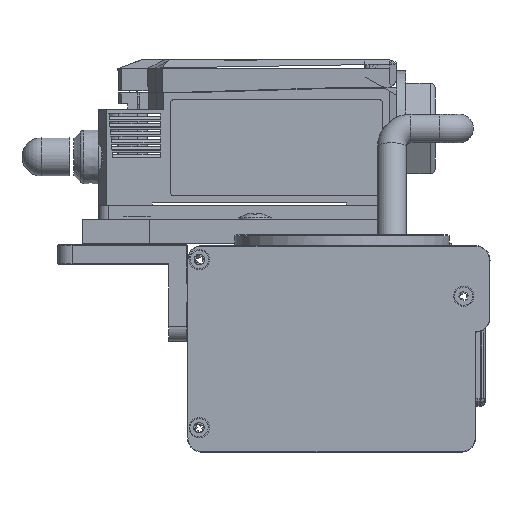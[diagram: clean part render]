
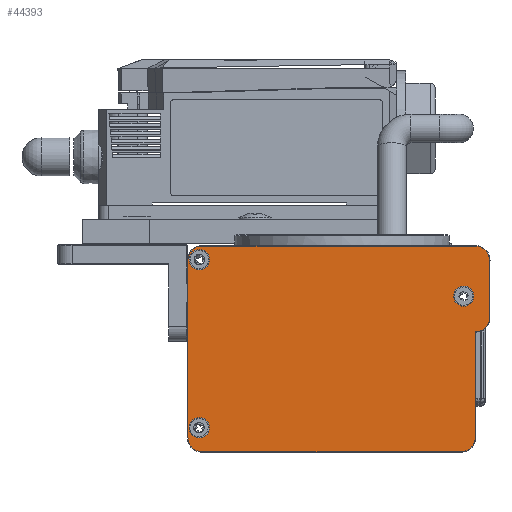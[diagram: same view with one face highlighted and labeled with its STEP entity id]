
A CAD part, front view. The second image highlights one B-rep face of the part: STEP entity #44393.
In plain terms, the highlighted planar face has unit normal (0, -1, 0).
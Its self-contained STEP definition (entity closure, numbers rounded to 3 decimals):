
#1384=FACE_BOUND('',#6023,.T.);
#1385=FACE_BOUND('',#6024,.T.);
#1386=FACE_BOUND('',#6025,.T.);
#2524=PLANE('',#46837);
#4099=FACE_OUTER_BOUND('',#6022,.T.);
#6022=EDGE_LOOP('',(#40000,#40001,#40002,#40003,#40004,#40005,#40006,#40007,
#40008,#40009));
#6023=EDGE_LOOP('',(#40010));
#6024=EDGE_LOOP('',(#40011));
#6025=EDGE_LOOP('',(#40012));
#7142=CIRCLE('',#46838,2.9);
#7143=CIRCLE('',#46839,2.9);
#7144=CIRCLE('',#46840,2.9);
#7145=CIRCLE('',#46841,2.9);
#7146=CIRCLE('',#46842,2.9);
#7147=CIRCLE('',#46843,2.1);
#7148=CIRCLE('',#46844,2.1);
#7149=CIRCLE('',#46845,2.1);
#11712=LINE('',#71859,#17398);
#11713=LINE('',#71863,#17399);
#11714=LINE('',#71867,#17400);
#11715=LINE('',#71871,#17401);
#11716=LINE('',#71874,#17402);
#17398=VECTOR('',#55549,12.);
#17399=VECTOR('',#55552,57.);
#17400=VECTOR('',#55555,37.);
#17401=VECTOR('',#55558,54.);
#17402=VECTOR('',#55561,22.102);
#22769=VERTEX_POINT('',#71855);
#22770=VERTEX_POINT('',#71856);
#22771=VERTEX_POINT('',#71858);
#22772=VERTEX_POINT('',#71860);
#22773=VERTEX_POINT('',#71862);
#22774=VERTEX_POINT('',#71864);
#22775=VERTEX_POINT('',#71866);
#22776=VERTEX_POINT('',#71868);
#22777=VERTEX_POINT('',#71870);
#22778=VERTEX_POINT('',#71872);
#22779=VERTEX_POINT('',#71875);
#22780=VERTEX_POINT('',#71877);
#22781=VERTEX_POINT('',#71879);
#29602=EDGE_CURVE('',#22769,#22770,#7142,.T.);
#29603=EDGE_CURVE('',#22770,#22771,#11712,.T.);
#29604=EDGE_CURVE('',#22771,#22772,#7143,.T.);
#29605=EDGE_CURVE('',#22772,#22773,#11713,.T.);
#29606=EDGE_CURVE('',#22773,#22774,#7144,.T.);
#29607=EDGE_CURVE('',#22774,#22775,#11714,.T.);
#29608=EDGE_CURVE('',#22775,#22776,#7145,.T.);
#29609=EDGE_CURVE('',#22776,#22777,#11715,.T.);
#29610=EDGE_CURVE('',#22777,#22778,#7146,.T.);
#29611=EDGE_CURVE('',#22778,#22769,#11716,.T.);
#29612=EDGE_CURVE('',#22779,#22779,#7147,.T.);
#29613=EDGE_CURVE('',#22780,#22780,#7148,.T.);
#29614=EDGE_CURVE('',#22781,#22781,#7149,.T.);
#40000=ORIENTED_EDGE('',*,*,#29602,.T.);
#40001=ORIENTED_EDGE('',*,*,#29603,.T.);
#40002=ORIENTED_EDGE('',*,*,#29604,.T.);
#40003=ORIENTED_EDGE('',*,*,#29605,.T.);
#40004=ORIENTED_EDGE('',*,*,#29606,.T.);
#40005=ORIENTED_EDGE('',*,*,#29607,.T.);
#40006=ORIENTED_EDGE('',*,*,#29608,.T.);
#40007=ORIENTED_EDGE('',*,*,#29609,.T.);
#40008=ORIENTED_EDGE('',*,*,#29610,.T.);
#40009=ORIENTED_EDGE('',*,*,#29611,.T.);
#40010=ORIENTED_EDGE('',*,*,#29612,.F.);
#40011=ORIENTED_EDGE('',*,*,#29613,.F.);
#40012=ORIENTED_EDGE('',*,*,#29614,.F.);
#44393=ADVANCED_FACE('',(#4099,#1384,#1385,#1386),#2524,.F.);
#46837=AXIS2_PLACEMENT_3D('',#71854,#55545,#55546);
#46838=AXIS2_PLACEMENT_3D('',#71857,#55547,#55548);
#46839=AXIS2_PLACEMENT_3D('',#71861,#55550,#55551);
#46840=AXIS2_PLACEMENT_3D('',#71865,#55553,#55554);
#46841=AXIS2_PLACEMENT_3D('',#71869,#55556,#55557);
#46842=AXIS2_PLACEMENT_3D('',#71873,#55559,#55560);
#46843=AXIS2_PLACEMENT_3D('',#71876,#55562,#55563);
#46844=AXIS2_PLACEMENT_3D('',#71878,#55564,#55565);
#46845=AXIS2_PLACEMENT_3D('',#71880,#55566,#55567);
#55545=DIRECTION('center_axis',(0.,1.,0.));
#55546=DIRECTION('ref_axis',(-1.,0.,0.));
#55547=DIRECTION('center_axis',(0.,-1.,0.));
#55548=DIRECTION('ref_axis',(0.707,0.,-0.707));
#55549=DIRECTION('',(0.,0.,1.));
#55550=DIRECTION('center_axis',(0.,-1.,0.));
#55551=DIRECTION('ref_axis',(0.707,0.,0.707));
#55552=DIRECTION('',(-1.,0.,0.));
#55553=DIRECTION('center_axis',(0.,-1.,0.));
#55554=DIRECTION('ref_axis',(-0.707,0.,0.707));
#55555=DIRECTION('',(0.,0.,-1.));
#55556=DIRECTION('center_axis',(0.,-1.,0.));
#55557=DIRECTION('ref_axis',(-0.707,0.,-0.707));
#55558=DIRECTION('',(1.,0.,0.));
#55559=DIRECTION('center_axis',(0.,-1.,0.));
#55560=DIRECTION('ref_axis',(0.707,0.,-0.707));
#55561=DIRECTION('',(0.,0.,1.));
#55562=DIRECTION('center_axis',(0.,-1.,0.));
#55563=DIRECTION('ref_axis',(-1.,0.,0.));
#55564=DIRECTION('center_axis',(0.,-1.,0.));
#55565=DIRECTION('ref_axis',(-1.,0.,0.));
#55566=DIRECTION('center_axis',(0.,-1.,0.));
#55567=DIRECTION('ref_axis',(-1.,0.,0.));
#71854=CARTESIAN_POINT('Origin',(-0.1,-52.,20.4));
#71855=CARTESIAN_POINT('',(29.8,-52.,24.002));
#71856=CARTESIAN_POINT('',(32.8,-52.,26.9));
#71857=CARTESIAN_POINT('Origin',(29.9,-52.,26.9));
#71858=CARTESIAN_POINT('',(32.8,-52.,38.9));
#71859=CARTESIAN_POINT('',(32.8,-52.,22.15));
#71860=CARTESIAN_POINT('',(29.9,-52.,41.8));
#71861=CARTESIAN_POINT('Origin',(29.9,-52.,38.9));
#71862=CARTESIAN_POINT('',(-27.1,-52.,41.8));
#71863=CARTESIAN_POINT('',(-15.1,-52.,41.8));
#71864=CARTESIAN_POINT('',(-30.,-52.,38.9));
#71865=CARTESIAN_POINT('Origin',(-27.1,-52.,38.9));
#71866=CARTESIAN_POINT('',(-30.,-52.,1.9));
#71867=CARTESIAN_POINT('',(-30.,-52.,9.65));
#71868=CARTESIAN_POINT('',(-27.1,-52.,-1.));
#71869=CARTESIAN_POINT('Origin',(-27.1,-52.,1.9));
#71870=CARTESIAN_POINT('',(26.9,-52.,-1.));
#71871=CARTESIAN_POINT('',(14.9,-52.,-1.));
#71872=CARTESIAN_POINT('',(29.8,-52.,1.9));
#71873=CARTESIAN_POINT('Origin',(26.9,-52.,1.9));
#71874=CARTESIAN_POINT('',(29.8,-52.,31.15));
#71875=CARTESIAN_POINT('',(-29.7,-52.,4.));
#71876=CARTESIAN_POINT('Origin',(-27.6,-52.,4.));
#71877=CARTESIAN_POINT('',(25.3,-52.,31.4));
#71878=CARTESIAN_POINT('Origin',(27.4,-52.,31.4));
#71879=CARTESIAN_POINT('',(-29.7,-52.,39.));
#71880=CARTESIAN_POINT('Origin',(-27.6,-52.,39.));
